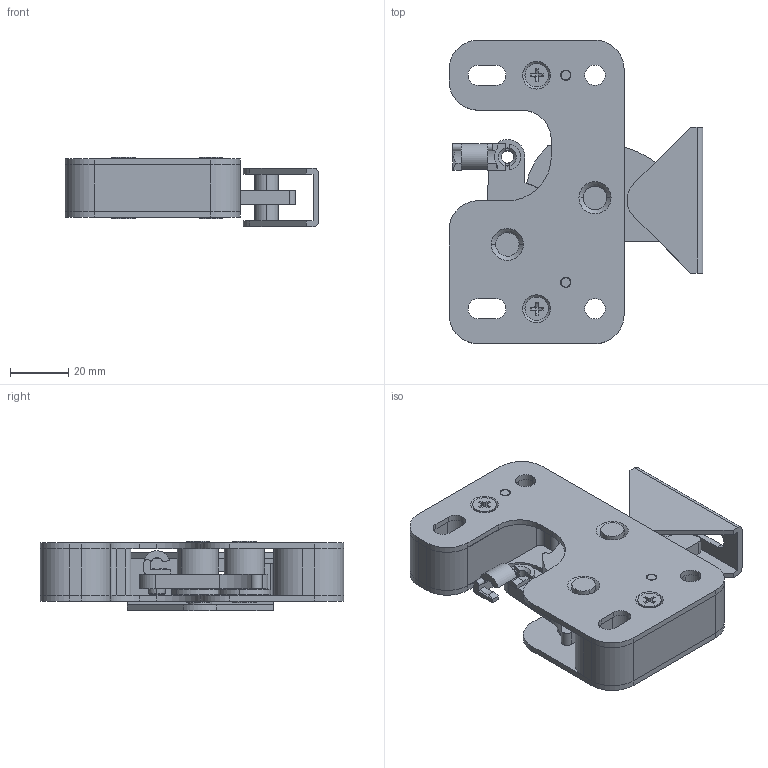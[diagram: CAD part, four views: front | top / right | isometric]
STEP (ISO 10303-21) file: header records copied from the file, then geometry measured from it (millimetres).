
FILE_DESCRIPTION (( 'STEP AP203' ), '1' );
FILE_NAME ('C-453.STEP', '2020-01-14T02:44:54', ( '' ), ( '' ), 'SwSTEP 2.0', 'SolidWorks 2014', '' );
FILE_SCHEMA (( 'CONFIG_CONTROL_DESIGN' ));
Length unit declared in the file: millimetre
Products named in the file (12): C-453僾儗乕僩__C-453僾儗乕僩A_; C-453ブッシュ_; C-453_平座金_; C-453僾儗乕僩__C-453僾儗乕僩B_; C-453_Bピラー_; C-453_ラチェット_; C-453_十字穴付皿小ねじ_内径基準ver1.02_M4×8十字穴付皿小ねじ; C-453_Aピラー_; C-453ラッチシャフト_; C-453; C-453_ラッチ_; C-453受け金具_
Assembly tree (16 placements, depth 2):
  C-453
    C-453僾儗乕僩__C-453僾儗乕僩A_
    C-453_Aピラー_
    C-453_Bピラー_
    C-453僾儗乕僩__C-453僾儗乕僩B_
    C-453ラッチシャフト_  x2
    C-453_ラッチ_
    C-453_ラチェット_
    C-453ブッシュ_
    C-453受け金具_
    C-453_平座金_  x2
    C-453_十字穴付皿小ねじ_内径基準ver1.02_M4×8十字穴付皿小ねじ  x4
Bounding box: 87 x 104 x 23.7 mm (x, y, z)
Volume: 78925.6 mm3; surface area: 49350.8 mm2
Topology: 16 solids, 16 shells, 481 faces, 1255 edges, 824 vertices
Faces by surface type: plane 222, cylinder 212, cone 45, torus 2
Entity records: 12780 total; most frequent: CARTESIAN_POINT 2059, DIRECTION 2058, ORIENTED_EDGE 1886, EDGE_CURVE 943, AXIS2_PLACEMENT_3D 767, VERTEX_POINT 620, LINE 524, VECTOR 524
